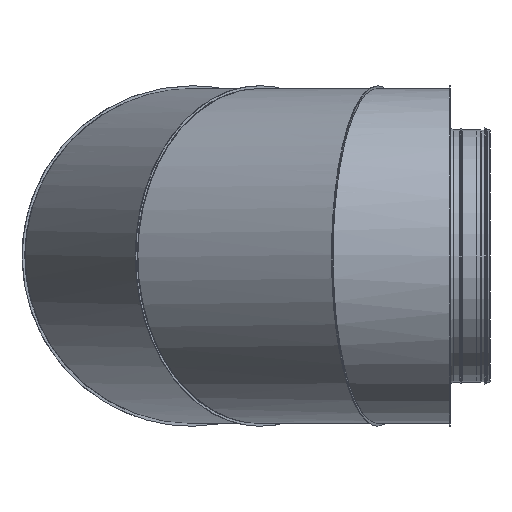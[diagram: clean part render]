
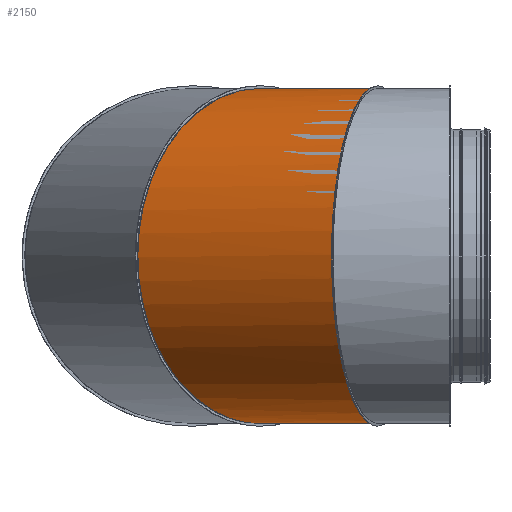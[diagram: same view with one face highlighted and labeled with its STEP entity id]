
A CAD part, left-side view. The second image highlights one B-rep face of the part: STEP entity #2150.
In plain terms, the highlighted cylindrical face has radius 415.7 mm (diameter 831.4 mm), a full revolution.
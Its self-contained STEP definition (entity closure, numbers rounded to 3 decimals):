
#95=ELLIPSE('',#2374,430.316,415.7);
#99=ELLIPSE('',#2432,3240.798,415.7);
#101=ELLIPSE('',#2434,3240.798,415.7);
#102=ELLIPSE('',#2436,430.364,415.7);
#103=ELLIPSE('',#2439,430.364,415.7);
#107=ELLIPSE('',#2443,3240.984,415.7);
#112=ELLIPSE('',#2448,430.316,415.7);
#116=ELLIPSE('',#2452,430.316,415.7);
#118=ELLIPSE('',#2455,3240.984,415.7);
#219=CYLINDRICAL_SURFACE('',#2467,415.7);
#388=FACE_BOUND('',#850,.T.);
#563=FACE_OUTER_BOUND('',#849,.T.);
#849=EDGE_LOOP('',(#1855,#1856,#1857,#1858));
#850=EDGE_LOOP('',(#1859,#1860,#1861,#1862,#1863));
#1085=VERTEX_POINT('',#3425);
#1087=VERTEX_POINT('',#3429);
#1178=VERTEX_POINT('',#4951);
#1179=VERTEX_POINT('',#4953);
#1184=VERTEX_POINT('',#5729);
#1185=VERTEX_POINT('',#5730);
#1188=VERTEX_POINT('',#5743);
#1191=VERTEX_POINT('',#5763);
#1194=VERTEX_POINT('',#5779);
#1356=EDGE_CURVE('',#1087,#1085,#95,.T.);
#1388=EDGE_CURVE('',#1178,#1087,#99,.T.);
#1390=EDGE_CURVE('',#1085,#1179,#101,.T.);
#1392=EDGE_CURVE('',#1179,#1178,#102,.T.);
#1397=EDGE_CURVE('',#1184,#1185,#103,.T.);
#1401=EDGE_CURVE('',#1188,#1184,#107,.T.);
#1409=EDGE_CURVE('',#1194,#1188,#112,.T.);
#1413=EDGE_CURVE('',#1191,#1194,#116,.T.);
#1420=EDGE_CURVE('',#1185,#1191,#118,.T.);
#1855=ORIENTED_EDGE('',*,*,#1388,.T.);
#1856=ORIENTED_EDGE('',*,*,#1356,.T.);
#1857=ORIENTED_EDGE('',*,*,#1390,.T.);
#1858=ORIENTED_EDGE('',*,*,#1392,.T.);
#1859=ORIENTED_EDGE('',*,*,#1420,.T.);
#1860=ORIENTED_EDGE('',*,*,#1413,.T.);
#1861=ORIENTED_EDGE('',*,*,#1409,.T.);
#1862=ORIENTED_EDGE('',*,*,#1401,.T.);
#1863=ORIENTED_EDGE('',*,*,#1397,.T.);
#2150=ADVANCED_FACE('',(#563,#388),#219,.T.);
#2374=AXIS2_PLACEMENT_3D('',#4697,#2902,#2903);
#2432=AXIS2_PLACEMENT_3D('',#4952,#3018,#3019);
#2434=AXIS2_PLACEMENT_3D('',#4955,#3022,#3023);
#2436=AXIS2_PLACEMENT_3D('',#5108,#3026,#3027);
#2439=AXIS2_PLACEMENT_3D('',#5731,#3033,#3034);
#2443=AXIS2_PLACEMENT_3D('',#5744,#3041,#3042);
#2448=AXIS2_PLACEMENT_3D('',#5780,#3054,#3055);
#2452=AXIS2_PLACEMENT_3D('',#5784,#3062,#3063);
#2455=AXIS2_PLACEMENT_3D('',#6300,#3071,#3072);
#2467=AXIS2_PLACEMENT_3D('',#6400,#3097,#3098);
#2902=DIRECTION('center_axis',(-0.707,-0.707,0.));
#2903=DIRECTION('ref_axis',(-0.707,0.707,0.));
#3018=DIRECTION('center_axis',(-0.795,0.607,0.));
#3019=DIRECTION('ref_axis',(-0.607,-0.795,0.));
#3022=DIRECTION('center_axis',(-0.795,0.607,0.));
#3023=DIRECTION('ref_axis',(-0.607,-0.795,0.));
#3026=DIRECTION('center_axis',(-0.707,-0.707,0.));
#3027=DIRECTION('ref_axis',(-0.707,0.707,0.));
#3033=DIRECTION('center_axis',(0.259,0.966,0.));
#3034=DIRECTION('ref_axis',(-0.966,0.259,0.));
#3041=DIRECTION('center_axis',(-0.923,0.385,0.));
#3042=DIRECTION('ref_axis',(-0.385,-0.923,0.));
#3054=DIRECTION('center_axis',(0.259,0.966,0.));
#3055=DIRECTION('ref_axis',(-0.966,0.259,0.));
#3062=DIRECTION('center_axis',(0.259,0.966,0.));
#3063=DIRECTION('ref_axis',(-0.966,0.259,0.));
#3071=DIRECTION('center_axis',(-0.923,0.385,0.));
#3072=DIRECTION('ref_axis',(-0.385,-0.923,0.));
#3097=DIRECTION('center_axis',(0.5,0.866,0.));
#3098=DIRECTION('ref_axis',(-0.866,0.5,0.));
#3425=CARTESIAN_POINT('',(-459.728,459.728,-415.7));
#3429=CARTESIAN_POINT('',(-459.728,459.728,415.7));
#4697=CARTESIAN_POINT('Origin',(-459.728,459.728,0.));
#4951=CARTESIAN_POINT('',(-460.371,458.886,415.7));
#4952=CARTESIAN_POINT('Origin',(-459.728,459.728,0.));
#4953=CARTESIAN_POINT('',(-460.371,458.886,-415.7));
#4955=CARTESIAN_POINT('Origin',(-459.728,459.728,0.));
#5108=CARTESIAN_POINT('Origin',(-460.271,458.787,0.));
#5729=CARTESIAN_POINT('',(-627.592,169.25,415.7));
#5730=CARTESIAN_POINT('',(-627.592,169.25,-415.7));
#5731=CARTESIAN_POINT('Origin',(-627.456,169.213,0.));
#5743=CARTESIAN_POINT('',(-628.,168.272,415.7));
#5744=CARTESIAN_POINT('Origin',(-628.,168.272,0.));
#5763=CARTESIAN_POINT('',(-628.,168.272,-415.7));
#5779=CARTESIAN_POINT('',(-628.,168.272,415.7));
#5780=CARTESIAN_POINT('Origin',(-628.,168.272,0.));
#5784=CARTESIAN_POINT('Origin',(-628.,168.272,0.));
#6300=CARTESIAN_POINT('Origin',(-628.,168.272,0.));
#6400=CARTESIAN_POINT('Origin',(-628.,168.272,0.));
